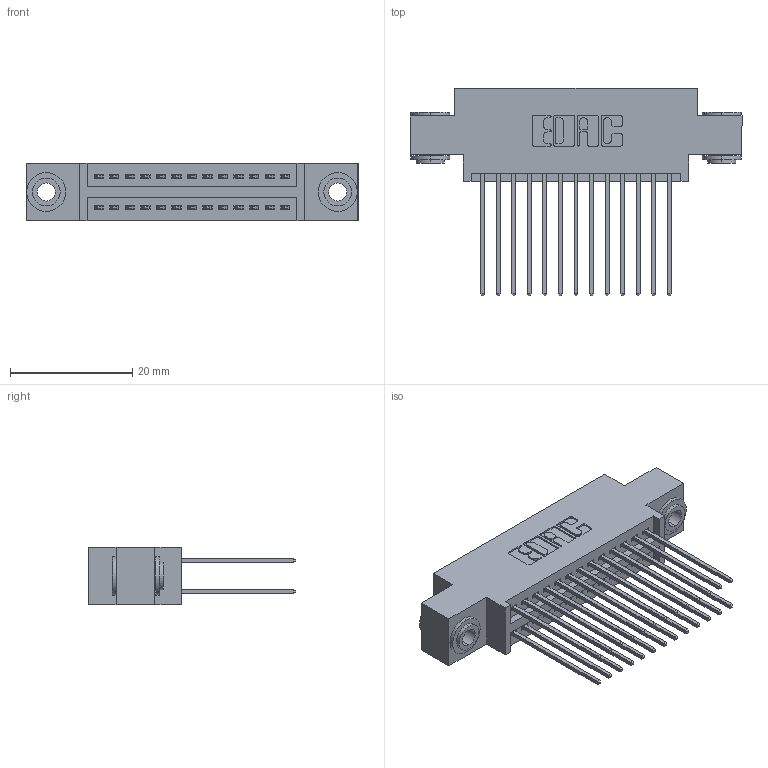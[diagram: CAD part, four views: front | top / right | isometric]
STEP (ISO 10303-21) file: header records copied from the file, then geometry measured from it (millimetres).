
FILE_DESCRIPTION (( 'STEP AP203' ), '1' );
FILE_NAME ('345-026-541-803.STEP', '2019-10-27T19:22:17', ( '' ), ( '' ), 'SwSTEP 2.0', 'SolidWorks 2016', '' );
FILE_SCHEMA (( 'CONFIG_CONTROL_DESIGN' ));
Length unit declared in the file: inch
Products named in the file (4): 345-026-541-803; 345 Part_0.170 Offset - 0.156 Dia-TH; 345-292-001_345-293-141; 345-250-002_345-250-002-102
Assembly tree (29 placements, depth 2):
  345-026-541-803
    345 Part_0.170 Offset - 0.156 Dia-TH
    345-292-001_345-293-141  x26
    345-250-002_345-250-002-102  x2
Bounding box: 54.23 x 33.96 x 9.4 mm (x, y, z)
Volume: 5053.8 mm3; surface area: 7958.3 mm2
Topology: 29 solids, 29 shells, 1468 faces, 4303 edges, 2830 vertices
Faces by surface type: plane 952, cylinder 508, cone 8
Entity records: 14904 total; most frequent: CARTESIAN_POINT 2503, ORIENTED_EDGE 2430, DIRECTION 2273, EDGE_CURVE 1215, VECTOR 1007, LINE 1007, VERTEX_POINT 806, AXIS2_PLACEMENT_3D 633
